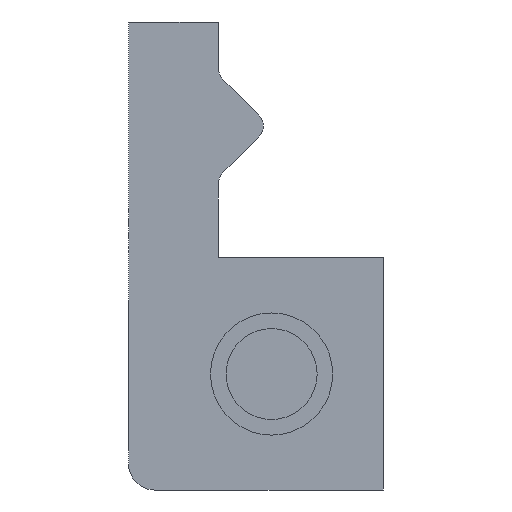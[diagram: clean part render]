
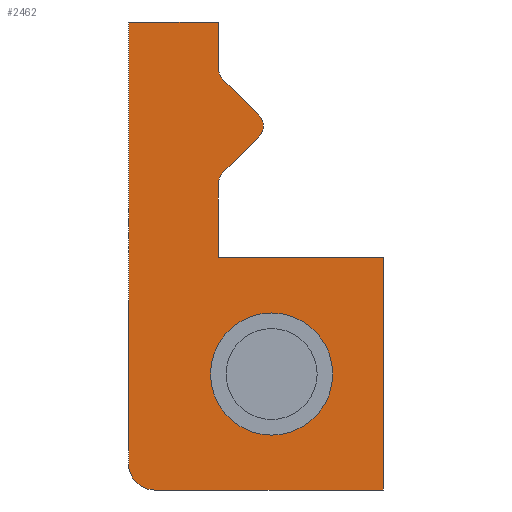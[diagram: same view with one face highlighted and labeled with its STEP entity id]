
A CAD part, left-side view. The second image highlights one B-rep face of the part: STEP entity #2462.
In plain terms, the highlighted planar face has unit normal (-1, 0, 0).
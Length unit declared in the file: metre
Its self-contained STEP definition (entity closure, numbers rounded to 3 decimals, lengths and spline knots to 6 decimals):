
#22=CIRCLE('',#2612,0.001);
#24=CIRCLE('',#2615,0.00235);
#28=CIRCLE('',#2621,0.0006);
#30=CIRCLE('',#2624,0.0006);
#32=CIRCLE('',#2627,0.0006);
#435=ORIENTED_EDGE('',*,*,#1000,.T.);
#436=ORIENTED_EDGE('',*,*,#971,.F.);
#437=ORIENTED_EDGE('',*,*,#1001,.F.);
#438=ORIENTED_EDGE('',*,*,#1002,.T.);
#439=ORIENTED_EDGE('',*,*,#1003,.T.);
#440=ORIENTED_EDGE('',*,*,#1004,.F.);
#441=ORIENTED_EDGE('',*,*,#987,.T.);
#442=ORIENTED_EDGE('',*,*,#1005,.F.);
#443=ORIENTED_EDGE('',*,*,#983,.F.);
#444=ORIENTED_EDGE('',*,*,#1006,.F.);
#445=ORIENTED_EDGE('',*,*,#979,.T.);
#446=ORIENTED_EDGE('',*,*,#1007,.F.);
#447=ORIENTED_EDGE('',*,*,#1008,.T.);
#448=ORIENTED_EDGE('',*,*,#975,.T.);
#971=EDGE_CURVE('',#1246,#1247,#22,.T.);
#975=EDGE_CURVE('',#1250,#1250,#24,.T.);
#979=EDGE_CURVE('',#1254,#1255,#28,.T.);
#983=EDGE_CURVE('',#1258,#1259,#30,.T.);
#987=EDGE_CURVE('',#1262,#1263,#32,.T.);
#1000=EDGE_CURVE('',#1271,#1247,#1549,.T.);
#1001=EDGE_CURVE('',#1272,#1246,#1550,.T.);
#1002=EDGE_CURVE('',#1272,#1273,#1551,.T.);
#1003=EDGE_CURVE('',#1273,#1274,#1552,.T.);
#1004=EDGE_CURVE('',#1262,#1274,#1553,.T.);
#1005=EDGE_CURVE('',#1259,#1263,#1554,.T.);
#1006=EDGE_CURVE('',#1254,#1258,#1555,.T.);
#1007=EDGE_CURVE('',#1275,#1255,#1556,.T.);
#1008=EDGE_CURVE('',#1275,#1271,#1557,.T.);
#1246=VERTEX_POINT('',#3816);
#1247=VERTEX_POINT('',#3817);
#1250=VERTEX_POINT('',#3825);
#1254=VERTEX_POINT('',#3835);
#1255=VERTEX_POINT('',#3836);
#1258=VERTEX_POINT('',#3844);
#1259=VERTEX_POINT('',#3845);
#1262=VERTEX_POINT('',#3853);
#1263=VERTEX_POINT('',#3854);
#1271=VERTEX_POINT('',#3877);
#1272=VERTEX_POINT('',#3879);
#1273=VERTEX_POINT('',#3881);
#1274=VERTEX_POINT('',#3883);
#1275=VERTEX_POINT('',#3888);
#1549=LINE('',#3876,#1862);
#1550=LINE('',#3878,#1863);
#1551=LINE('',#3880,#1864);
#1552=LINE('',#3882,#1865);
#1553=LINE('',#3884,#1866);
#1554=LINE('',#3885,#1867);
#1555=LINE('',#3886,#1868);
#1556=LINE('',#3887,#1869);
#1557=LINE('',#3889,#1870);
#1862=VECTOR('',#3146,1.);
#1863=VECTOR('',#3147,1.);
#1864=VECTOR('',#3148,1.);
#1865=VECTOR('',#3149,1.);
#1866=VECTOR('',#3150,1.);
#1867=VECTOR('',#3151,1.);
#1868=VECTOR('',#3152,1.);
#1869=VECTOR('',#3153,1.);
#1870=VECTOR('',#3154,1.);
#2016=EDGE_LOOP('',(#435,#436,#437,#438,#439,#440,#441,#442,#443,#444,#445,
#446,#447));
#2017=EDGE_LOOP('',(#448));
#2183=FACE_BOUND('',#2016,.T.);
#2184=FACE_BOUND('',#2017,.T.);
#2331=PLANE('',#2630);
#2462=ADVANCED_FACE('',(#2183,#2184),#2331,.F.);
#2612=AXIS2_PLACEMENT_3D('',#3815,#3091,#3092);
#2615=AXIS2_PLACEMENT_3D('',#3824,#3099,#3100);
#2621=AXIS2_PLACEMENT_3D('',#3834,#3111,#3112);
#2624=AXIS2_PLACEMENT_3D('',#3843,#3119,#3120);
#2627=AXIS2_PLACEMENT_3D('',#3852,#3127,#3128);
#2630=AXIS2_PLACEMENT_3D('',#3875,#3144,#3145);
#3091=DIRECTION('',(1.,0.,0.));
#3092=DIRECTION('',(0.,1.,0.));
#3099=DIRECTION('',(1.,0.,0.));
#3100=DIRECTION('',(0.,1.,0.));
#3111=DIRECTION('',(1.,0.,0.));
#3112=DIRECTION('',(0.,1.,0.));
#3119=DIRECTION('',(1.,0.,0.));
#3120=DIRECTION('',(0.,1.,0.));
#3127=DIRECTION('',(1.,0.,0.));
#3128=DIRECTION('',(0.,1.,0.));
#3144=DIRECTION('',(1.,0.,0.));
#3145=DIRECTION('',(0.,1.,0.));
#3146=DIRECTION('',(0.,0.,-1.));
#3147=DIRECTION('',(0.,1.,0.));
#3148=DIRECTION('',(0.,0.,1.));
#3149=DIRECTION('',(0.,1.,0.));
#3150=DIRECTION('',(0.,0.,-1.));
#3151=DIRECTION('',(0.,0.707,-0.707));
#3152=DIRECTION('',(0.,-0.707,-0.707));
#3153=DIRECTION('',(0.,0.,-1.));
#3154=DIRECTION('',(0.,1.,0.));
#3815=CARTESIAN_POINT('',(-0.4641,-0.136338,-0.066804));
#3816=CARTESIAN_POINT('',(-0.4641,-0.136338,-0.067804));
#3817=CARTESIAN_POINT('',(-0.4641,-0.135338,-0.066804));
#3824=CARTESIAN_POINT('',(-0.4641,-0.140838,-0.063344));
#3825=CARTESIAN_POINT('',(-0.4641,-0.138488,-0.063344));
#3834=CARTESIAN_POINT('',(-0.4641,-0.139388,-0.051576));
#3835=CARTESIAN_POINT('',(-0.4641,-0.138963,-0.052001));
#3836=CARTESIAN_POINT('',(-0.4641,-0.138788,-0.051576));
#3843=CARTESIAN_POINT('',(-0.4641,-0.139918,-0.053804));
#3844=CARTESIAN_POINT('',(-0.4641,-0.140343,-0.05338));
#3845=CARTESIAN_POINT('',(-0.4641,-0.140343,-0.054228));
#3852=CARTESIAN_POINT('',(-0.4641,-0.139388,-0.056032));
#3853=CARTESIAN_POINT('',(-0.4641,-0.138788,-0.056032));
#3854=CARTESIAN_POINT('',(-0.4641,-0.138963,-0.055608));
#3875=CARTESIAN_POINT('',(-0.4641,-0.145297,-0.053908));
#3876=CARTESIAN_POINT('',(-0.4641,-0.135338,-0.058804));
#3877=CARTESIAN_POINT('',(-0.4641,-0.135338,-0.049804));
#3878=CARTESIAN_POINT('',(-0.4641,-0.140338,-0.067804));
#3879=CARTESIAN_POINT('',(-0.4641,-0.145138,-0.067804));
#3880=CARTESIAN_POINT('',(-0.4641,-0.145138,-0.053908));
#3881=CARTESIAN_POINT('',(-0.4641,-0.145138,-0.058854));
#3882=CARTESIAN_POINT('',(-0.4641,-0.142063,-0.058854));
#3883=CARTESIAN_POINT('',(-0.4641,-0.138788,-0.058854));
#3884=CARTESIAN_POINT('',(-0.4641,-0.138788,-0.050815));
#3885=CARTESIAN_POINT('',(-0.4641,-0.139777,-0.054794));
#3886=CARTESIAN_POINT('',(-0.4641,-0.139777,-0.052815));
#3887=CARTESIAN_POINT('',(-0.4641,-0.138788,-0.050815));
#3888=CARTESIAN_POINT('',(-0.4641,-0.138788,-0.049804));
#3889=CARTESIAN_POINT('',(-0.4641,-0.137063,-0.049804));
